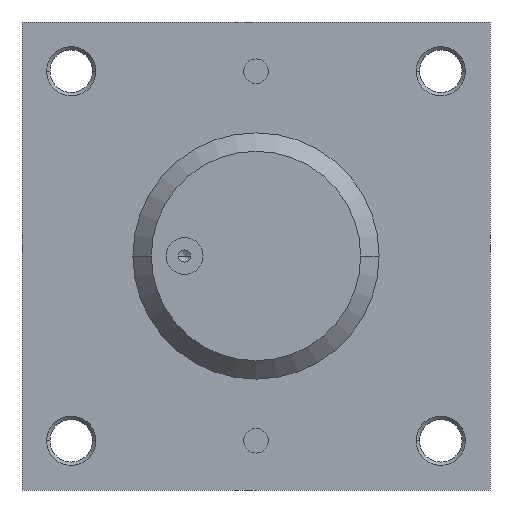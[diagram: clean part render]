
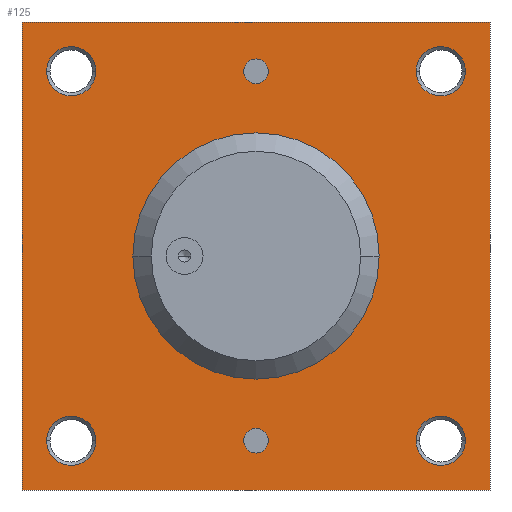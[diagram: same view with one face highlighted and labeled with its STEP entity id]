
A CAD part, left-side view. The second image highlights one B-rep face of the part: STEP entity #125.
In plain terms, the highlighted planar face has unit normal (-1, 0, 0).
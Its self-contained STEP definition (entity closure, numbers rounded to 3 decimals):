
#125=ADVANCED_FACE('',(#264,#265,#266,#267,#268,#269,#270,#271),#272,.F.);
#264=FACE_BOUND('',#441,.T.);
#265=FACE_BOUND('',#442,.T.);
#266=FACE_BOUND('',#443,.T.);
#267=FACE_BOUND('',#444,.T.);
#268=FACE_BOUND('',#445,.T.);
#269=FACE_BOUND('',#446,.T.);
#270=FACE_BOUND('',#447,.T.);
#271=FACE_OUTER_BOUND('',#448,.T.);
#272=PLANE('',#449);
#441=EDGE_LOOP('',(#881,#882));
#442=EDGE_LOOP('',(#883,#884));
#443=EDGE_LOOP('',(#885,#886));
#444=EDGE_LOOP('',(#887,#888));
#445=EDGE_LOOP('',(#889,#890));
#446=EDGE_LOOP('',(#891,#892));
#447=EDGE_LOOP('',(#893,#894));
#448=EDGE_LOOP('',(#895,#896,#897,#898));
#449=AXIS2_PLACEMENT_3D('',#899,#900,#901);
#881=ORIENTED_EDGE('',*,*,#1202,.T.);
#882=ORIENTED_EDGE('',*,*,#1248,.T.);
#883=ORIENTED_EDGE('',*,*,#1191,.T.);
#884=ORIENTED_EDGE('',*,*,#1250,.T.);
#885=ORIENTED_EDGE('',*,*,#1180,.T.);
#886=ORIENTED_EDGE('',*,*,#1252,.T.);
#887=ORIENTED_EDGE('',*,*,#1169,.T.);
#888=ORIENTED_EDGE('',*,*,#1254,.T.);
#889=ORIENTED_EDGE('',*,*,#1256,.T.);
#890=ORIENTED_EDGE('',*,*,#1162,.T.);
#891=ORIENTED_EDGE('',*,*,#1257,.T.);
#892=ORIENTED_EDGE('',*,*,#1158,.T.);
#893=ORIENTED_EDGE('',*,*,#1235,.T.);
#894=ORIENTED_EDGE('',*,*,#1210,.T.);
#895=ORIENTED_EDGE('',*,*,#1258,.T.);
#896=ORIENTED_EDGE('',*,*,#1259,.T.);
#897=ORIENTED_EDGE('',*,*,#1260,.T.);
#898=ORIENTED_EDGE('',*,*,#1261,.T.);
#899=CARTESIAN_POINT('',(-28.0,0.0,0.0));
#900=DIRECTION('',(1.0,0.0,0.));
#901=DIRECTION('',(0.,0.0,-1.0));
#1158=EDGE_CURVE('',#1374,#1378,#1380,.T.);
#1162=EDGE_CURVE('',#1382,#1386,#1388,.T.);
#1169=EDGE_CURVE('',#1397,#1399,#1401,.T.);
#1180=EDGE_CURVE('',#1416,#1418,#1420,.T.);
#1191=EDGE_CURVE('',#1435,#1437,#1439,.T.);
#1202=EDGE_CURVE('',#1454,#1456,#1458,.T.);
#1210=EDGE_CURVE('',#1465,#1469,#1471,.T.);
#1235=EDGE_CURVE('',#1469,#1465,#1511,.T.);
#1248=EDGE_CURVE('',#1456,#1454,#1528,.T.);
#1250=EDGE_CURVE('',#1437,#1435,#1530,.T.);
#1252=EDGE_CURVE('',#1418,#1416,#1532,.T.);
#1254=EDGE_CURVE('',#1399,#1397,#1534,.T.);
#1256=EDGE_CURVE('',#1386,#1382,#1536,.T.);
#1257=EDGE_CURVE('',#1378,#1374,#1537,.T.);
#1258=EDGE_CURVE('',#1538,#1539,#1540,.T.);
#1259=EDGE_CURVE('',#1539,#1541,#1542,.T.);
#1260=EDGE_CURVE('',#1541,#1543,#1544,.T.);
#1261=EDGE_CURVE('',#1543,#1538,#1545,.T.);
#1374=VERTEX_POINT('',#1690);
#1378=VERTEX_POINT('',#1695);
#1380=CIRCLE('',#1698,5.0);
#1382=VERTEX_POINT('',#1700);
#1386=VERTEX_POINT('',#1705);
#1388=CIRCLE('',#1708,5.0);
#1397=VERTEX_POINT('',#1719);
#1399=VERTEX_POINT('',#1722);
#1401=CIRCLE('',#1725,10.0);
#1416=VERTEX_POINT('',#1744);
#1418=VERTEX_POINT('',#1747);
#1420=CIRCLE('',#1750,10.0);
#1435=VERTEX_POINT('',#1769);
#1437=VERTEX_POINT('',#1772);
#1439=CIRCLE('',#1775,10.0);
#1454=VERTEX_POINT('',#1794);
#1456=VERTEX_POINT('',#1797);
#1458=CIRCLE('',#1800,10.0);
#1465=VERTEX_POINT('',#1809);
#1469=VERTEX_POINT('',#1814);
#1471=CIRCLE('',#1817,50.0);
#1511=CIRCLE('',#1867,50.0);
#1528=CIRCLE('',#1888,10.0);
#1530=CIRCLE('',#1890,10.0);
#1532=CIRCLE('',#1892,10.0);
#1534=CIRCLE('',#1894,10.0);
#1536=CIRCLE('',#1896,5.0);
#1537=CIRCLE('',#1897,5.0);
#1538=VERTEX_POINT('',#1898);
#1539=VERTEX_POINT('',#1899);
#1540=LINE('',#1900,#1901);
#1541=VERTEX_POINT('',#1902);
#1542=LINE('',#1903,#1904);
#1543=VERTEX_POINT('',#1905);
#1544=LINE('',#1906,#1907);
#1545=LINE('',#1908,#1909);
#1690=CARTESIAN_POINT('',(-28.0,0.,70.0));
#1695=CARTESIAN_POINT('',(-28.0,0.,80.0));
#1698=AXIS2_PLACEMENT_3D('',#2361,#2362,#2363);
#1700=CARTESIAN_POINT('',(-28.0,0.,-80.0));
#1705=CARTESIAN_POINT('',(-28.0,0.,-70.0));
#1708=AXIS2_PLACEMENT_3D('',#2369,#2370,#2371);
#1719=CARTESIAN_POINT('',(-28.0,-65.0,75.0));
#1722=CARTESIAN_POINT('',(-28.0,-85.0,75.0));
#1725=AXIS2_PLACEMENT_3D('',#2382,#2383,#2384);
#1744=CARTESIAN_POINT('',(-28.0,85.0,75.0));
#1747=CARTESIAN_POINT('',(-28.0,65.0,75.0));
#1750=AXIS2_PLACEMENT_3D('',#2403,#2404,#2405);
#1769=CARTESIAN_POINT('',(-28.0,-65.0,-75.0));
#1772=CARTESIAN_POINT('',(-28.0,-85.0,-75.0));
#1775=AXIS2_PLACEMENT_3D('',#2424,#2425,#2426);
#1794=CARTESIAN_POINT('',(-28.0,85.0,-75.0));
#1797=CARTESIAN_POINT('',(-28.0,65.0,-75.0));
#1800=AXIS2_PLACEMENT_3D('',#2445,#2446,#2447);
#1809=CARTESIAN_POINT('',(-28.0,0.,-50.0));
#1814=CARTESIAN_POINT('',(-28.0,0.,50.0));
#1817=AXIS2_PLACEMENT_3D('',#2461,#2462,#2463);
#1867=AXIS2_PLACEMENT_3D('',#2516,#2517,#2518);
#1888=AXIS2_PLACEMENT_3D('',#2547,#2548,#2549);
#1890=AXIS2_PLACEMENT_3D('',#2553,#2554,#2555);
#1892=AXIS2_PLACEMENT_3D('',#2559,#2560,#2561);
#1894=AXIS2_PLACEMENT_3D('',#2565,#2566,#2567);
#1896=AXIS2_PLACEMENT_3D('',#2571,#2572,#2573);
#1897=AXIS2_PLACEMENT_3D('',#2574,#2575,#2576);
#1898=CARTESIAN_POINT('',(-28.0,95.0,-95.0));
#1899=CARTESIAN_POINT('',(-28.0,-95.0,-95.0));
#1900=CARTESIAN_POINT('',(-28.0,0.0,-95.0));
#1901=VECTOR('',#2577,1.0);
#1902=CARTESIAN_POINT('',(-28.0,-95.0,95.0));
#1903=CARTESIAN_POINT('',(-28.0,-95.0,0.0));
#1904=VECTOR('',#2578,1.0);
#1905=CARTESIAN_POINT('',(-28.0,95.0,95.0));
#1906=CARTESIAN_POINT('',(-28.0,0.0,95.0));
#1907=VECTOR('',#2579,1.0);
#1908=CARTESIAN_POINT('',(-28.0,95.0,0.0));
#1909=VECTOR('',#2580,1.0);
#2361=CARTESIAN_POINT('',(-28.0,0.0,75.0));
#2362=DIRECTION('',(1.0,0.0,0.));
#2363=DIRECTION('',(0.,0.0,-1.0));
#2369=CARTESIAN_POINT('',(-28.0,0.0,-75.0));
#2370=DIRECTION('',(1.0,0.0,0.));
#2371=DIRECTION('',(0.,0.0,-1.0));
#2382=CARTESIAN_POINT('',(-28.0,-75.0,75.0));
#2383=DIRECTION('',(1.0,-0.0,0.));
#2384=DIRECTION('',(0.0,1.0,0.0));
#2403=CARTESIAN_POINT('',(-28.0,75.0,75.0));
#2404=DIRECTION('',(1.0,-0.0,0.));
#2405=DIRECTION('',(0.0,1.0,0.0));
#2424=CARTESIAN_POINT('',(-28.0,-75.0,-75.0));
#2425=DIRECTION('',(1.0,-0.0,0.));
#2426=DIRECTION('',(0.0,1.0,0.0));
#2445=CARTESIAN_POINT('',(-28.0,75.0,-75.0));
#2446=DIRECTION('',(1.0,-0.0,0.));
#2447=DIRECTION('',(0.0,1.0,0.0));
#2461=CARTESIAN_POINT('',(-28.0,0.0,0.0));
#2462=DIRECTION('',(1.0,0.0,0.));
#2463=DIRECTION('',(0.,0.0,-1.0));
#2516=CARTESIAN_POINT('',(-28.0,0.0,0.0));
#2517=DIRECTION('',(1.0,0.0,0.));
#2518=DIRECTION('',(0.,0.0,-1.0));
#2547=CARTESIAN_POINT('',(-28.0,75.0,-75.0));
#2548=DIRECTION('',(1.0,-0.0,0.));
#2549=DIRECTION('',(0.0,1.0,0.0));
#2553=CARTESIAN_POINT('',(-28.0,-75.0,-75.0));
#2554=DIRECTION('',(1.0,-0.0,0.));
#2555=DIRECTION('',(0.0,1.0,0.0));
#2559=CARTESIAN_POINT('',(-28.0,75.0,75.0));
#2560=DIRECTION('',(1.0,-0.0,0.));
#2561=DIRECTION('',(0.0,1.0,0.0));
#2565=CARTESIAN_POINT('',(-28.0,-75.0,75.0));
#2566=DIRECTION('',(1.0,-0.0,0.));
#2567=DIRECTION('',(0.0,1.0,0.0));
#2571=CARTESIAN_POINT('',(-28.0,0.0,-75.0));
#2572=DIRECTION('',(1.0,0.0,0.));
#2573=DIRECTION('',(0.,0.0,-1.0));
#2574=CARTESIAN_POINT('',(-28.0,0.0,75.0));
#2575=DIRECTION('',(1.0,0.0,0.));
#2576=DIRECTION('',(0.,0.0,-1.0));
#2577=DIRECTION('',(0.0,-1.0,0.0));
#2578=DIRECTION('',(0.,0.0,1.0));
#2579=DIRECTION('',(0.0,1.0,0.0));
#2580=DIRECTION('',(0.,0.0,-1.0));
